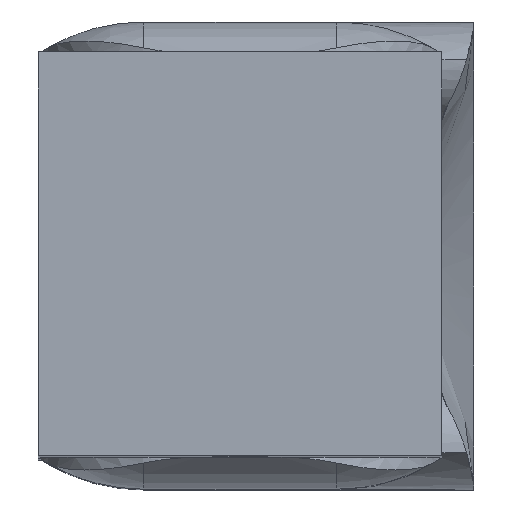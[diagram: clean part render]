
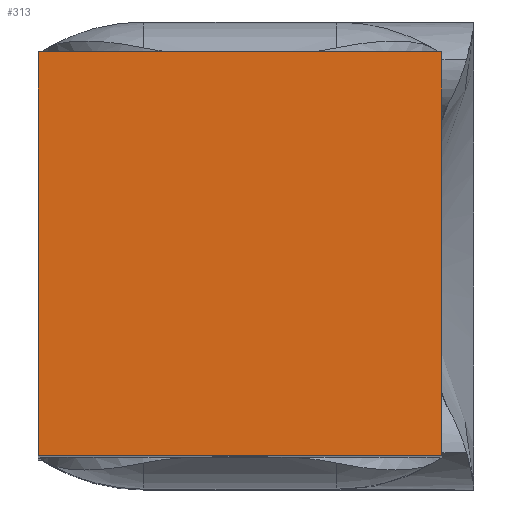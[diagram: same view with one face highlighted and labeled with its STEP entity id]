
A CAD part, top view. The second image highlights one B-rep face of the part: STEP entity #313.
In plain terms, the highlighted planar face has unit normal (0, 0, 1).
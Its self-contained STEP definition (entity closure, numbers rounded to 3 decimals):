
#313=ADVANCED_FACE('',(#860),#859,.T.);
#859=PLANE('',#1304);
#860=FACE_OUTER_BOUND('',#1305,.T.);
#1301=CARTESIAN_POINT('',(451.752,-30.97,30.268));
#1302=DIRECTION('',(0.,0.,1.));
#1303=DIRECTION('',(0.,1.,0.));
#1304=AXIS2_PLACEMENT_3D('',#1301,#1302,#1303);
#1305=EDGE_LOOP('',(#1623,#1624,#1625,#1626));
#1623=ORIENTED_EDGE('',*,*,#1823,.F.);
#1624=ORIENTED_EDGE('',*,*,#1824,.F.);
#1625=ORIENTED_EDGE('',*,*,#1818,.F.);
#1626=ORIENTED_EDGE('',*,*,#1825,.F.);
#1818=EDGE_CURVE('',#2630,#2637,#2638,.T.);
#1823=EDGE_CURVE('',#2671,#2672,#2673,.T.);
#1824=EDGE_CURVE('',#2637,#2671,#2679,.T.);
#1825=EDGE_CURVE('',#2672,#2630,#2685,.T.);
#2630=VERTEX_POINT('',#3488);
#2637=VERTEX_POINT('',#3492);
#2638=LINE('',#3493,#3494);
#2671=VERTEX_POINT('',#3513);
#2672=VERTEX_POINT('',#3514);
#2673=LINE('',#3515,#3516);
#2679=LINE('',#3518,#3519);
#2685=LINE('',#3521,#3522);
#3488=CARTESIAN_POINT('',(437.782,-29.7,30.268));
#3492=CARTESIAN_POINT('',(437.782,-17.,30.268));
#3493=CARTESIAN_POINT('',(437.782,-29.7,30.268));
#3494=VECTOR('',#3495,12.7);
#3495=DIRECTION('',(0.,1.,0.));
#3513=CARTESIAN_POINT('',(450.482,-17.,30.268));
#3514=CARTESIAN_POINT('',(450.482,-29.7,30.268));
#3515=CARTESIAN_POINT('',(450.482,-17.,30.268));
#3516=VECTOR('',#3517,12.7);
#3517=DIRECTION('',(0.,-1.,0.));
#3518=CARTESIAN_POINT('',(437.782,-17.,30.268));
#3519=VECTOR('',#3520,12.7);
#3520=DIRECTION('',(1.,0.,0.));
#3521=CARTESIAN_POINT('',(450.482,-29.7,30.268));
#3522=VECTOR('',#3523,12.7);
#3523=DIRECTION('',(-1.,0.,0.));
